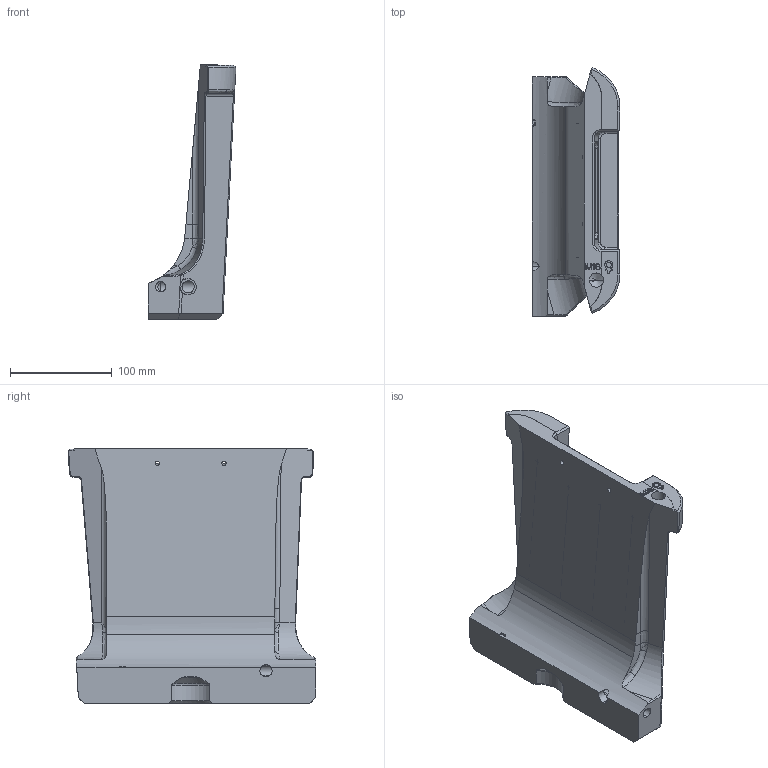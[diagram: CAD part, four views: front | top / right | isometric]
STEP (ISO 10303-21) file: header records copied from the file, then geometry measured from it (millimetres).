
FILE_DESCRIPTION((''),'2;1');
FILE_NAME('TJ2163_100','2018-06-19T',('SSantos'),('Teracad, Lda.'),'CREO PARAMETRIC BY PTC INC, 2017480','CREO PARAMETRIC BY PTC INC, 2017480','');
FILE_SCHEMA(('AUTOMOTIVE_DESIGN { 1 0 10303 214 1 1 1 1 }'));
Length unit declared in the file: millimetre
Products named in the file (1): TJ2163_100
Bounding box: 86.19 x 243.36 x 250 mm (x, y, z)
Volume: 1893575.5 mm3; surface area: 206381.8 mm2
Topology: 1 solids, 1 shells, 337 faces, 902 edges, 565 vertices
Faces by surface type: plane 162, cylinder 100, bspline 39, cone 18, sphere 8, torus 6, extrusion 4
Entity records: 17767 total; most frequent: CARTESIAN_POINT 5536, ORIENTED_EDGE 1772, DIRECTION 1459, PRESENTATION_STYLE_ASSIGNMENT 1011, STYLED_ITEM 890, CURVE_STYLE 889, EDGE_CURVE 886, VERTEX_POINT 565
